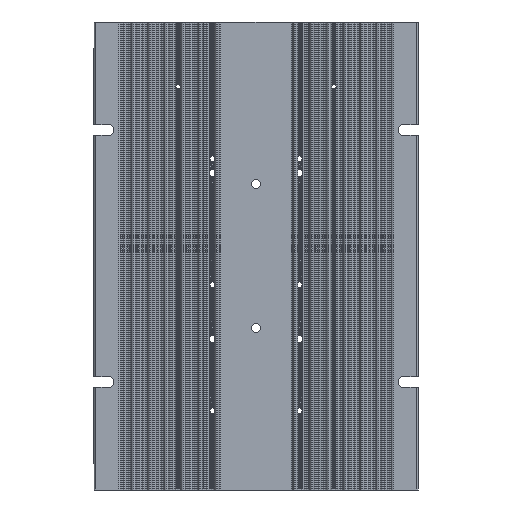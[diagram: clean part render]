
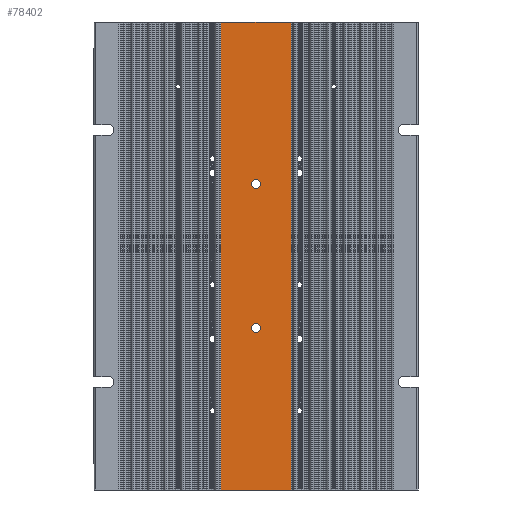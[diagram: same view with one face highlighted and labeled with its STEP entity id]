
A CAD part, front view. The second image highlights one B-rep face of the part: STEP entity #78402.
In plain terms, the highlighted planar face has unit normal (0, -1, 0).
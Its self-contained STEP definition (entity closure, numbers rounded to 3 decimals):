
#952 = CARTESIAN_POINT ( 'NONE',  ( 0., -0.003, 42.5 ) ) ;
#4979 = CARTESIAN_POINT ( 'NONE',  ( 0., -0.003, -130. ) ) ;
#5282 = DIRECTION ( 'NONE',  ( 1., 0., 0. ) ) ;
#6673 = EDGE_LOOP ( 'NONE', ( #69171, #39279, #28660, #63236 ) ) ;
#7895 = AXIS2_PLACEMENT_3D ( 'NONE', #34066, #76255, #26855 ) ;
#8101 = EDGE_CURVE ( 'NONE', #31682, #38413, #16023, .T. ) ;
#8225 = VERTEX_POINT ( 'NONE', #952 ) ;
#8840 = VERTEX_POINT ( 'NONE', #11120 ) ;
#9129 = VECTOR ( 'NONE', #5282, 1000. ) ;
#10225 = DIRECTION ( 'NONE',  ( 0., 1., 0. ) ) ;
#11031 = ORIENTED_EDGE ( 'NONE', *, *, #81969, .T. ) ;
#11120 = CARTESIAN_POINT ( 'NONE',  ( 0., -0.003, 37.5 ) ) ;
#11394 = AXIS2_PLACEMENT_3D ( 'NONE', #85147, #64224, #85468 ) ;
#13123 = CARTESIAN_POINT ( 'NONE',  ( -19.688, -0.003, -130. ) ) ;
#13837 = DIRECTION ( 'NONE',  ( 0., 0., -1. ) ) ;
#15030 = AXIS2_PLACEMENT_3D ( 'NONE', #39033, #10225, #89089 ) ;
#15874 = CIRCLE ( 'NONE', #11394, 2.5 ) ;
#16023 = LINE ( 'NONE', #62979, #74298 ) ;
#16261 = EDGE_LOOP ( 'NONE', ( #11031, #49545 ) ) ;
#16927 = CARTESIAN_POINT ( 'NONE',  ( 0., -0.003, 40. ) ) ;
#18349 = VECTOR ( 'NONE', #39917, 1000. ) ;
#19199 = VERTEX_POINT ( 'NONE', #13123 ) ;
#20226 = CARTESIAN_POINT ( 'NONE',  ( 0., -0.003, -37.5 ) ) ;
#22153 = CIRCLE ( 'NONE', #7895, 2.5 ) ;
#24691 = EDGE_CURVE ( 'NONE', #68341, #19199, #46382, .T. ) ;
#25832 = CARTESIAN_POINT ( 'NONE',  ( 0., -0.003, 130. ) ) ;
#26424 = AXIS2_PLACEMENT_3D ( 'NONE', #25832, #68975, #39889 ) ;
#26855 = DIRECTION ( 'NONE',  ( -1., 0., 0. ) ) ;
#28660 = ORIENTED_EDGE ( 'NONE', *, *, #36352, .F. ) ;
#30731 = FACE_OUTER_BOUND ( 'NONE', #6673, .T. ) ;
#31339 = DIRECTION ( 'NONE',  ( 0., 1., 0. ) ) ;
#31682 = VERTEX_POINT ( 'NONE', #68318 ) ;
#33645 = PLANE ( 'NONE',  #26424 ) ;
#34066 = CARTESIAN_POINT ( 'NONE',  ( 0., -0.003, -40. ) ) ;
#35363 = CIRCLE ( 'NONE', #38067, 2.5 ) ;
#36352 = EDGE_CURVE ( 'NONE', #68341, #31682, #37923, .T. ) ;
#37923 = LINE ( 'NONE', #73730, #71478 ) ;
#38067 = AXIS2_PLACEMENT_3D ( 'NONE', #16927, #31339, #81337 ) ;
#38367 = DIRECTION ( 'NONE',  ( 1., 0., 0. ) ) ;
#38413 = VERTEX_POINT ( 'NONE', #50692 ) ;
#39033 = CARTESIAN_POINT ( 'NONE',  ( 0., -0.003, 40. ) ) ;
#39279 = ORIENTED_EDGE ( 'NONE', *, *, #8101, .F. ) ;
#39889 = DIRECTION ( 'NONE',  ( -1., 0., 0. ) ) ;
#39917 = DIRECTION ( 'NONE',  ( 0., 0., -1. ) ) ;
#46382 = LINE ( 'NONE', #54911, #18349 ) ;
#49545 = ORIENTED_EDGE ( 'NONE', *, *, #62288, .T. ) ;
#49654 = CIRCLE ( 'NONE', #15030, 2.5 ) ;
#50692 = CARTESIAN_POINT ( 'NONE',  ( 19.688, -0.003, -130. ) ) ;
#50903 = FACE_BOUND ( 'NONE', #16261, .T. ) ;
#53498 = CARTESIAN_POINT ( 'NONE',  ( 0., -0.003, -42.5 ) ) ;
#54911 = CARTESIAN_POINT ( 'NONE',  ( -19.688, -0.003, 130. ) ) ;
#57263 = LINE ( 'NONE', #4979, #9129 ) ;
#58513 = VERTEX_POINT ( 'NONE', #20226 ) ;
#62288 = EDGE_CURVE ( 'NONE', #8840, #8225, #49654, .T. ) ;
#62979 = CARTESIAN_POINT ( 'NONE',  ( 19.688, -0.003, 130. ) ) ;
#63191 = EDGE_CURVE ( 'NONE', #58513, #82089, #15874, .T. ) ;
#63236 = ORIENTED_EDGE ( 'NONE', *, *, #24691, .T. ) ;
#64224 = DIRECTION ( 'NONE',  ( 0., 1., 0. ) ) ;
#67697 = FACE_BOUND ( 'NONE', #85598, .T. ) ;
#68318 = CARTESIAN_POINT ( 'NONE',  ( 19.688, -0.003, 130. ) ) ;
#68341 = VERTEX_POINT ( 'NONE', #86773 ) ;
#68975 = DIRECTION ( 'NONE',  ( 0., 1., 0. ) ) ;
#69171 = ORIENTED_EDGE ( 'NONE', *, *, #92106, .T. ) ;
#71478 = VECTOR ( 'NONE', #38367, 1000. ) ;
#73730 = CARTESIAN_POINT ( 'NONE',  ( 0., -0.003, 130. ) ) ;
#74298 = VECTOR ( 'NONE', #13837, 1000. ) ;
#76255 = DIRECTION ( 'NONE',  ( 0., 1., 0. ) ) ;
#76306 = EDGE_CURVE ( 'NONE', #82089, #58513, #22153, .T. ) ;
#78301 = ORIENTED_EDGE ( 'NONE', *, *, #76306, .T. ) ;
#78402 = ADVANCED_FACE ( 'NONE', ( #67697, #50903, #30731 ), #33645, .F. ) ;
#81337 = DIRECTION ( 'NONE',  ( -1., 0., 0. ) ) ;
#81969 = EDGE_CURVE ( 'NONE', #8225, #8840, #35363, .T. ) ;
#82089 = VERTEX_POINT ( 'NONE', #53498 ) ;
#85147 = CARTESIAN_POINT ( 'NONE',  ( 0., -0.003, -40. ) ) ;
#85468 = DIRECTION ( 'NONE',  ( -1., 0., 0. ) ) ;
#85598 = EDGE_LOOP ( 'NONE', ( #90086, #78301 ) ) ;
#86773 = CARTESIAN_POINT ( 'NONE',  ( -19.688, -0.003, 130. ) ) ;
#89089 = DIRECTION ( 'NONE',  ( -1., 0., 0. ) ) ;
#90086 = ORIENTED_EDGE ( 'NONE', *, *, #63191, .T. ) ;
#92106 = EDGE_CURVE ( 'NONE', #19199, #38413, #57263, .T. ) ;
